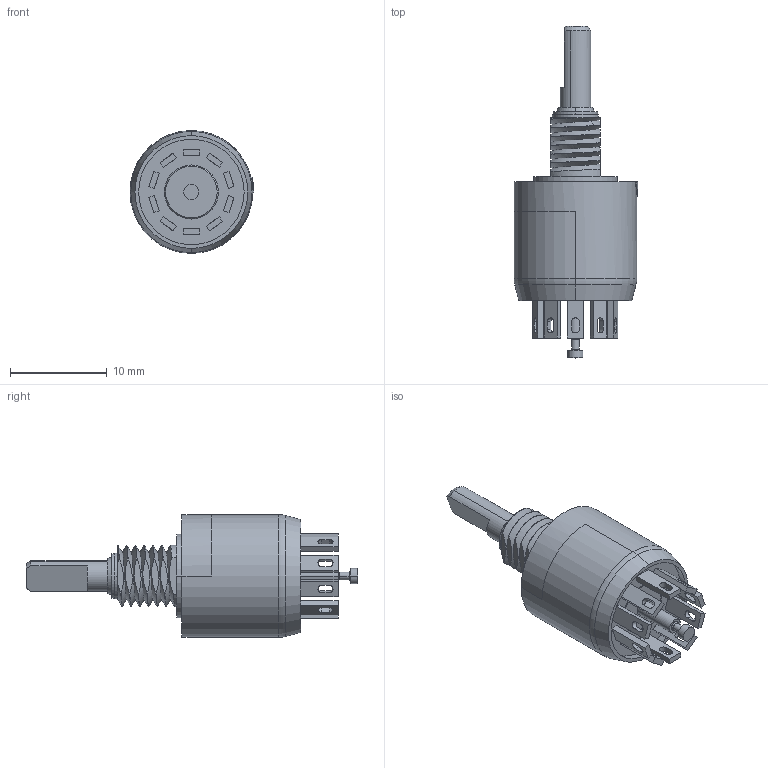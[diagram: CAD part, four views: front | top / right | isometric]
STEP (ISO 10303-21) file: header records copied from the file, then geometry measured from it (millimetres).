
FILE_DESCRIPTION((''),'2;1');
FILE_NAME('50A36-01-1-XXX','2012-03-08T',('Administrator'),(''),'PRO/ENGINEER BY PARAMETRIC TECHNOLOGY CORPORATION, 2006200','PRO/ENGINEER BY PARAMETRIC TECHNOLOGY CORPORATION, 2006200','');
FILE_SCHEMA(('CONFIG_CONTROL_DESIGN'));
Length unit declared in the file: inch
Products named in the file (1): 50A36-01-1-XXX
Bounding box: 12.83 x 34.34 x 12.7 mm (x, y, z)
Surface area: 1431.9 mm2 (no closed solid volume)
Topology: 0 solids, 16 shells, 176 faces, 503 edges, 349 vertices
Faces by surface type: plane 101, cylinder 51, cone 11, bspline 7, torus 6
Entity records: 8982 total; most frequent: CARTESIAN_POINT 3257, ORIENTED_EDGE 904, DIRECTION 891, EDGE_CURVE 503, VERTEX_POINT 349, VECTOR 315, LINE 315, AXIS2_PLACEMENT_3D 288
